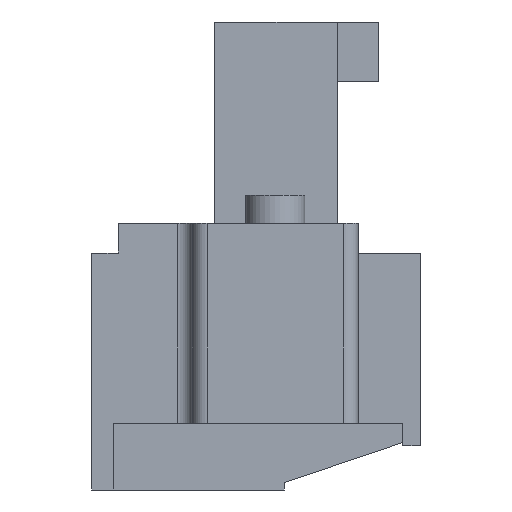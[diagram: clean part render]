
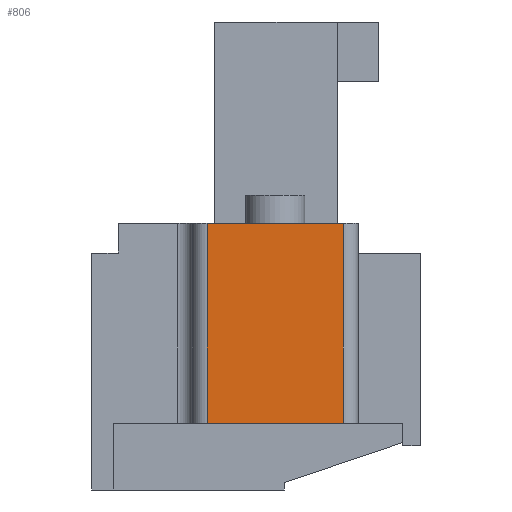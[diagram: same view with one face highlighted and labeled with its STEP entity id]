
A CAD part, left-side view. The second image highlights one B-rep face of the part: STEP entity #806.
In plain terms, the highlighted planar face has unit normal (-1, 0, 0).
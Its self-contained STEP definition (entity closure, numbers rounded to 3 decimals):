
#806 = ADVANCED_FACE( '', ( #1669 ), #1670, .T. );
#1669 = FACE_OUTER_BOUND( '', #2635, .T. );
#1670 = PLANE( '', #2636 );
#2635 = EDGE_LOOP( '', ( #4587, #4588, #4589, #4590 ) );
#2636 = AXIS2_PLACEMENT_3D( '', #4591, #4592, #4593 );
#4587 = ORIENTED_EDGE( '', *, *, #6533, .T. );
#4588 = ORIENTED_EDGE( '', *, *, #6463, .T. );
#4589 = ORIENTED_EDGE( '', *, *, #6269, .T. );
#4590 = ORIENTED_EDGE( '', *, *, #6117, .T. );
#4591 = CARTESIAN_POINT( '', ( -9.01, 0., 0. ) );
#4592 = DIRECTION( '', ( -1., 0., 0. ) );
#4593 = DIRECTION( '', ( 0., 0., 1. ) );
#6117 = EDGE_CURVE( '', #7437, #7441, #7443, .T. );
#6269 = EDGE_CURVE( '', #7674, #7437, #7675, .T. );
#6463 = EDGE_CURVE( '', #7953, #7674, #7955, .T. );
#6533 = EDGE_CURVE( '', #7441, #7953, #8048, .T. );
#7437 = VERTEX_POINT( '', #9323 );
#7441 = VERTEX_POINT( '', #9328 );
#7443 = LINE( '', #9330, #9331 );
#7674 = VERTEX_POINT( '', #9683 );
#7675 = LINE( '', #9684, #9685 );
#7953 = VERTEX_POINT( '', #10141 );
#7955 = LINE( '', #10143, #10144 );
#8048 = LINE( '', #10283, #10284 );
#9323 = CARTESIAN_POINT( '', ( -9.01, -3.55, -1.75 ) );
#9328 = CARTESIAN_POINT( '', ( -9.01, -3.55, 5. ) );
#9330 = CARTESIAN_POINT( '', ( -9.01, -3.55, 5. ) );
#9331 = VECTOR( '', #11071, 1000. );
#9683 = CARTESIAN_POINT( '', ( -9.01, 1.05, -1.75 ) );
#9684 = CARTESIAN_POINT( '', ( -9.01, 1.55, -1.75 ) );
#9685 = VECTOR( '', #11234, 1000. );
#10141 = CARTESIAN_POINT( '', ( -9.01, 1.05, 5. ) );
#10143 = CARTESIAN_POINT( '', ( -9.01, 1.05, -1.75 ) );
#10144 = VECTOR( '', #11413, 1000. );
#10283 = CARTESIAN_POINT( '', ( -9.01, -4.05, 5. ) );
#10284 = VECTOR( '', #11484, 1000. );
#11071 = DIRECTION( '', ( 0., 0., 1. ) );
#11234 = DIRECTION( '', ( 0., -1., 0. ) );
#11413 = DIRECTION( '', ( 0., 0., -1. ) );
#11484 = DIRECTION( '', ( 0., 1., 0. ) );
